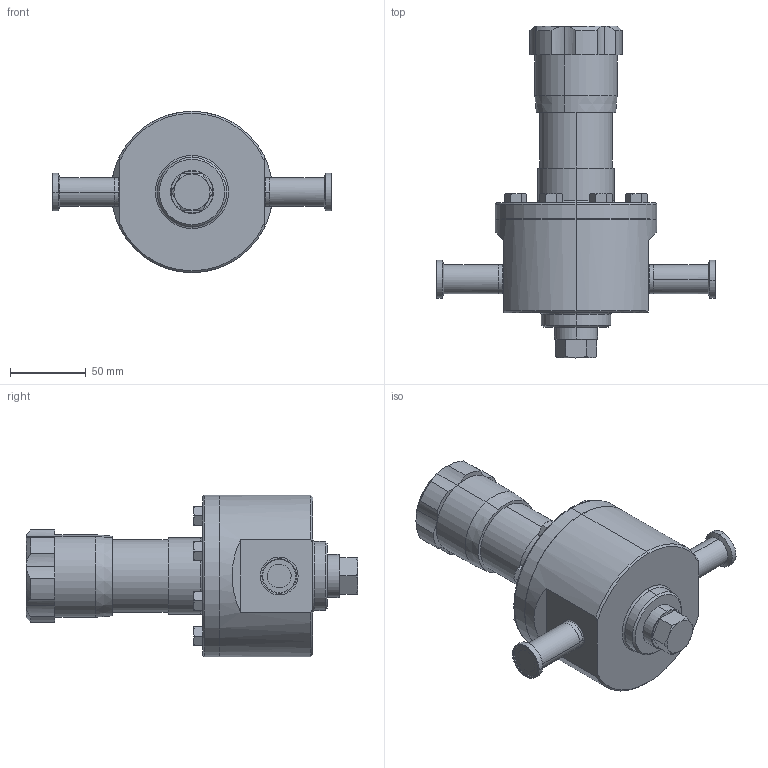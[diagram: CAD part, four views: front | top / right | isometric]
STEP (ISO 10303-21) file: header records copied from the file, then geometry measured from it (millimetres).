
FILE_DESCRIPTION (( 'STEP AP203' ), '1' );
FILE_NAME ('JSRHF-075-6C_2.5Cv.STEP', '2017-06-22T18:36:34', ( '' ), ( '' ), 'SwSTEP 2.0', 'SolidWorks 2014', '' );
FILE_SCHEMA (( 'CONFIG_CONTROL_DESIGN' ));
Length unit declared in the file: inch
Products named in the file (2): JSRHF-075-6C_2.5Cv
Bounding box: 184.15 x 219.46 x 106.68 mm (x, y, z)
Volume: 928746.5 mm3; surface area: 80164.8 mm2
Topology: 1 solids, 3 shells, 227 faces, 500 edges, 299 vertices
Faces by surface type: plane 90, cone 73, cylinder 50, torus 14
Entity records: 6844 total; most frequent: CARTESIAN_POINT 1806, DIRECTION 1029, ORIENTED_EDGE 1000, EDGE_CURVE 500, AXIS2_PLACEMENT_3D 426, VERTEX_POINT 299, EDGE_LOOP 247, ADVANCED_FACE 227
